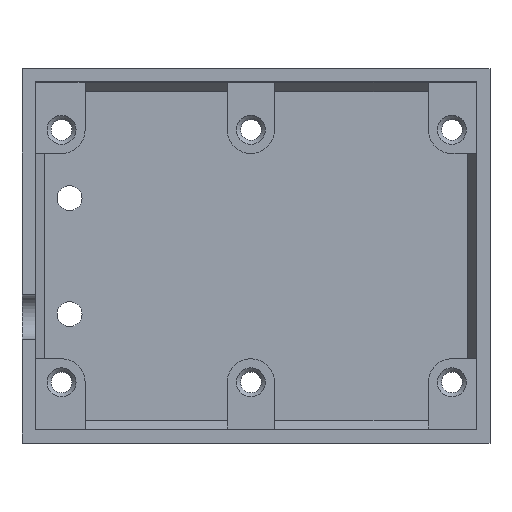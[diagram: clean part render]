
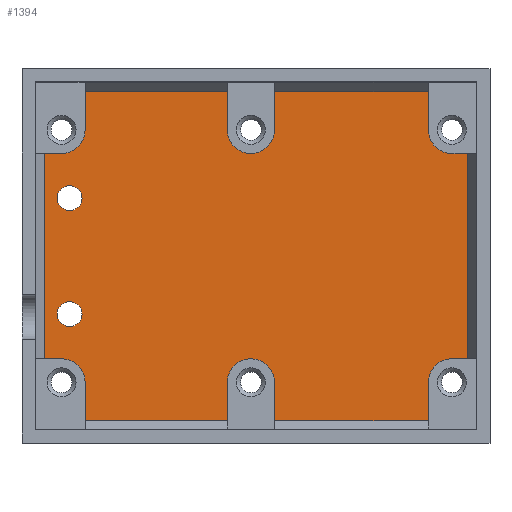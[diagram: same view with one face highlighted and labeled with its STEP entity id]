
A CAD part, top view. The second image highlights one B-rep face of the part: STEP entity #1394.
In plain terms, the highlighted planar face has unit normal (0, 0, 1).
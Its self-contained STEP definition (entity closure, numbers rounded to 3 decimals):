
#50=FACE_BOUND('',#223,.T.);
#51=FACE_BOUND('',#224,.T.);
#69=PLANE('',#1528);
#132=FACE_OUTER_BOUND('',#222,.T.);
#222=EDGE_LOOP('',(#1115,#1116,#1117,#1118,#1119,#1120,#1121,#1122,#1123,
#1124,#1125,#1126,#1127,#1128,#1129,#1130,#1131,#1132,#1133,#1134,#1135,
#1136,#1137,#1138));
#223=EDGE_LOOP('',(#1139,#1140));
#224=EDGE_LOOP('',(#1141,#1142));
#333=LINE('',#2203,#483);
#336=LINE('',#2208,#486);
#338=LINE('',#2212,#488);
#339=LINE('',#2216,#489);
#340=LINE('',#2218,#490);
#341=LINE('',#2220,#491);
#342=LINE('',#2224,#492);
#343=LINE('',#2226,#493);
#344=LINE('',#2228,#494);
#345=LINE('',#2232,#495);
#346=LINE('',#2234,#496);
#347=LINE('',#2236,#497);
#348=LINE('',#2240,#498);
#349=LINE('',#2242,#499);
#350=LINE('',#2244,#500);
#351=LINE('',#2248,#501);
#352=LINE('',#2250,#502);
#353=LINE('',#2252,#503);
#483=VECTOR('',#1785,10.);
#486=VECTOR('',#1790,10.);
#488=VECTOR('',#1794,10.);
#489=VECTOR('',#1797,10.);
#490=VECTOR('',#1798,10.);
#491=VECTOR('',#1799,10.);
#492=VECTOR('',#1802,10.);
#493=VECTOR('',#1803,10.);
#494=VECTOR('',#1804,10.);
#495=VECTOR('',#1807,10.);
#496=VECTOR('',#1808,10.);
#497=VECTOR('',#1809,10.);
#498=VECTOR('',#1812,10.);
#499=VECTOR('',#1813,10.);
#500=VECTOR('',#1814,10.);
#501=VECTOR('',#1817,10.);
#502=VECTOR('',#1818,10.);
#503=VECTOR('',#1819,10.);
#607=CIRCLE('',#1521,1.5);
#608=CIRCLE('',#1522,1.5);
#609=CIRCLE('',#1524,1.5);
#610=CIRCLE('',#1525,1.5);
#611=CIRCLE('',#1529,2.85);
#612=CIRCLE('',#1530,2.85);
#613=CIRCLE('',#1531,2.85);
#614=CIRCLE('',#1532,2.85);
#615=CIRCLE('',#1533,2.85);
#616=CIRCLE('',#1534,2.85);
#700=VERTEX_POINT('',#2188);
#701=VERTEX_POINT('',#2189);
#702=VERTEX_POINT('',#2194);
#703=VERTEX_POINT('',#2195);
#704=VERTEX_POINT('',#2200);
#705=VERTEX_POINT('',#2202);
#706=VERTEX_POINT('',#2207);
#707=VERTEX_POINT('',#2211);
#708=VERTEX_POINT('',#2213);
#709=VERTEX_POINT('',#2215);
#710=VERTEX_POINT('',#2217);
#711=VERTEX_POINT('',#2219);
#712=VERTEX_POINT('',#2221);
#713=VERTEX_POINT('',#2223);
#714=VERTEX_POINT('',#2225);
#715=VERTEX_POINT('',#2227);
#716=VERTEX_POINT('',#2229);
#717=VERTEX_POINT('',#2231);
#718=VERTEX_POINT('',#2233);
#719=VERTEX_POINT('',#2235);
#720=VERTEX_POINT('',#2237);
#721=VERTEX_POINT('',#2239);
#722=VERTEX_POINT('',#2241);
#723=VERTEX_POINT('',#2243);
#724=VERTEX_POINT('',#2245);
#725=VERTEX_POINT('',#2247);
#726=VERTEX_POINT('',#2249);
#727=VERTEX_POINT('',#2251);
#848=EDGE_CURVE('',#700,#701,#607,.T.);
#849=EDGE_CURVE('',#701,#700,#608,.T.);
#851=EDGE_CURVE('',#702,#703,#609,.T.);
#852=EDGE_CURVE('',#703,#702,#610,.T.);
#855=EDGE_CURVE('',#704,#705,#333,.T.);
#858=EDGE_CURVE('',#706,#705,#336,.T.);
#860=EDGE_CURVE('',#704,#707,#338,.T.);
#861=EDGE_CURVE('',#707,#708,#611,.T.);
#862=EDGE_CURVE('',#708,#709,#339,.T.);
#863=EDGE_CURVE('',#710,#709,#340,.T.);
#864=EDGE_CURVE('',#710,#711,#341,.T.);
#865=EDGE_CURVE('',#711,#712,#612,.T.);
#866=EDGE_CURVE('',#712,#713,#342,.T.);
#867=EDGE_CURVE('',#714,#713,#343,.T.);
#868=EDGE_CURVE('',#714,#715,#344,.T.);
#869=EDGE_CURVE('',#715,#716,#613,.T.);
#870=EDGE_CURVE('',#716,#717,#345,.T.);
#871=EDGE_CURVE('',#718,#717,#346,.T.);
#872=EDGE_CURVE('',#718,#719,#347,.T.);
#873=EDGE_CURVE('',#719,#720,#614,.T.);
#874=EDGE_CURVE('',#720,#721,#348,.T.);
#875=EDGE_CURVE('',#722,#721,#349,.T.);
#876=EDGE_CURVE('',#722,#723,#350,.T.);
#877=EDGE_CURVE('',#723,#724,#615,.T.);
#878=EDGE_CURVE('',#724,#725,#351,.T.);
#879=EDGE_CURVE('',#726,#725,#352,.T.);
#880=EDGE_CURVE('',#726,#727,#353,.T.);
#881=EDGE_CURVE('',#727,#706,#616,.T.);
#1115=ORIENTED_EDGE('',*,*,#855,.F.);
#1116=ORIENTED_EDGE('',*,*,#860,.T.);
#1117=ORIENTED_EDGE('',*,*,#861,.T.);
#1118=ORIENTED_EDGE('',*,*,#862,.T.);
#1119=ORIENTED_EDGE('',*,*,#863,.F.);
#1120=ORIENTED_EDGE('',*,*,#864,.T.);
#1121=ORIENTED_EDGE('',*,*,#865,.T.);
#1122=ORIENTED_EDGE('',*,*,#866,.T.);
#1123=ORIENTED_EDGE('',*,*,#867,.F.);
#1124=ORIENTED_EDGE('',*,*,#868,.T.);
#1125=ORIENTED_EDGE('',*,*,#869,.T.);
#1126=ORIENTED_EDGE('',*,*,#870,.T.);
#1127=ORIENTED_EDGE('',*,*,#871,.F.);
#1128=ORIENTED_EDGE('',*,*,#872,.T.);
#1129=ORIENTED_EDGE('',*,*,#873,.T.);
#1130=ORIENTED_EDGE('',*,*,#874,.T.);
#1131=ORIENTED_EDGE('',*,*,#875,.F.);
#1132=ORIENTED_EDGE('',*,*,#876,.T.);
#1133=ORIENTED_EDGE('',*,*,#877,.T.);
#1134=ORIENTED_EDGE('',*,*,#878,.T.);
#1135=ORIENTED_EDGE('',*,*,#879,.F.);
#1136=ORIENTED_EDGE('',*,*,#880,.T.);
#1137=ORIENTED_EDGE('',*,*,#881,.T.);
#1138=ORIENTED_EDGE('',*,*,#858,.T.);
#1139=ORIENTED_EDGE('',*,*,#848,.T.);
#1140=ORIENTED_EDGE('',*,*,#849,.T.);
#1141=ORIENTED_EDGE('',*,*,#851,.T.);
#1142=ORIENTED_EDGE('',*,*,#852,.T.);
#1394=ADVANCED_FACE('',(#132,#50,#51),#69,.T.);
#1521=AXIS2_PLACEMENT_3D('',#2190,#1770,#1771);
#1522=AXIS2_PLACEMENT_3D('',#2191,#1772,#1773);
#1524=AXIS2_PLACEMENT_3D('',#2196,#1777,#1778);
#1525=AXIS2_PLACEMENT_3D('',#2197,#1779,#1780);
#1528=AXIS2_PLACEMENT_3D('',#2210,#1792,#1793);
#1529=AXIS2_PLACEMENT_3D('',#2214,#1795,#1796);
#1530=AXIS2_PLACEMENT_3D('',#2222,#1800,#1801);
#1531=AXIS2_PLACEMENT_3D('',#2230,#1805,#1806);
#1532=AXIS2_PLACEMENT_3D('',#2238,#1810,#1811);
#1533=AXIS2_PLACEMENT_3D('',#2246,#1815,#1816);
#1534=AXIS2_PLACEMENT_3D('',#2253,#1820,#1821);
#1770=DIRECTION('center_axis',(0.,0.,-1.));
#1771=DIRECTION('ref_axis',(1.,0.,0.));
#1772=DIRECTION('center_axis',(0.,0.,-1.));
#1773=DIRECTION('ref_axis',(1.,0.,0.));
#1777=DIRECTION('center_axis',(0.,0.,-1.));
#1778=DIRECTION('ref_axis',(1.,0.,0.));
#1779=DIRECTION('center_axis',(0.,0.,-1.));
#1780=DIRECTION('ref_axis',(1.,0.,0.));
#1785=DIRECTION('',(0.,-1.,0.));
#1790=DIRECTION('',(1.,0.,0.));
#1792=DIRECTION('center_axis',(0.,0.,1.));
#1793=DIRECTION('ref_axis',(1.,0.,0.));
#1794=DIRECTION('',(-1.,0.,0.));
#1795=DIRECTION('center_axis',(0.,0.,-1.));
#1796=DIRECTION('ref_axis',(-1.,0.,0.));
#1797=DIRECTION('',(0.,1.,0.));
#1798=DIRECTION('',(1.,0.,0.));
#1799=DIRECTION('',(0.,-1.,0.));
#1800=DIRECTION('center_axis',(0.,0.,-1.));
#1801=DIRECTION('ref_axis',(-1.,0.,0.));
#1802=DIRECTION('',(0.,1.,0.));
#1803=DIRECTION('',(1.,0.,0.));
#1804=DIRECTION('',(0.,-1.,0.));
#1805=DIRECTION('center_axis',(0.,0.,-1.));
#1806=DIRECTION('ref_axis',(0.,-1.,0.));
#1807=DIRECTION('',(-1.,0.,0.));
#1808=DIRECTION('',(0.,1.,0.));
#1809=DIRECTION('',(1.,0.,0.));
#1810=DIRECTION('center_axis',(0.,0.,-1.));
#1811=DIRECTION('ref_axis',(1.,0.,0.));
#1812=DIRECTION('',(0.,-1.,0.));
#1813=DIRECTION('',(-1.,0.,0.));
#1814=DIRECTION('',(0.,1.,0.));
#1815=DIRECTION('center_axis',(0.,0.,-1.));
#1816=DIRECTION('ref_axis',(1.,0.,0.));
#1817=DIRECTION('',(0.,-1.,0.));
#1818=DIRECTION('',(-1.,0.,0.));
#1819=DIRECTION('',(0.,1.,0.));
#1820=DIRECTION('center_axis',(0.,0.,-1.));
#1821=DIRECTION('ref_axis',(0.,1.,0.));
#2188=CARTESIAN_POINT('',(7.255,29.6,1.6));
#2189=CARTESIAN_POINT('',(4.255,29.6,1.6));
#2190=CARTESIAN_POINT('Origin',(5.755,29.6,1.6));
#2191=CARTESIAN_POINT('Origin',(5.755,29.6,1.6));
#2194=CARTESIAN_POINT('',(7.255,15.6,1.6));
#2195=CARTESIAN_POINT('',(4.255,15.6,1.6));
#2196=CARTESIAN_POINT('Origin',(5.755,15.6,1.6));
#2197=CARTESIAN_POINT('Origin',(5.755,15.6,1.6));
#2200=CARTESIAN_POINT('',(53.745,34.99,1.6));
#2202=CARTESIAN_POINT('',(53.745,10.21,1.6));
#2203=CARTESIAN_POINT('',(53.745,33.1,1.6));
#2207=CARTESIAN_POINT('',(51.9,10.21,1.6));
#2208=CARTESIAN_POINT('',(41.575,10.21,1.6));
#2210=CARTESIAN_POINT('Origin',(28.25,22.6,1.6));
#2211=CARTESIAN_POINT('',(51.9,34.99,1.6));
#2212=CARTESIAN_POINT('',(40.075,34.99,1.6));
#2213=CARTESIAN_POINT('',(49.05,37.84,1.6));
#2214=CARTESIAN_POINT('Origin',(51.9,37.84,1.6));
#2215=CARTESIAN_POINT('',(49.05,42.445,1.6));
#2216=CARTESIAN_POINT('',(49.05,33.1,1.6));
#2217=CARTESIAN_POINT('',(30.48,42.445,1.6));
#2218=CARTESIAN_POINT('',(14.925,42.445,1.6));
#2219=CARTESIAN_POINT('',(30.48,37.84,1.6));
#2220=CARTESIAN_POINT('',(30.48,30.22,1.6));
#2221=CARTESIAN_POINT('',(24.78,37.84,1.6));
#2222=CARTESIAN_POINT('Origin',(27.63,37.84,1.6));
#2223=CARTESIAN_POINT('',(24.78,42.445,1.6));
#2224=CARTESIAN_POINT('',(24.78,33.1,1.6));
#2225=CARTESIAN_POINT('',(7.62,42.445,1.6));
#2226=CARTESIAN_POINT('',(14.925,42.445,1.6));
#2227=CARTESIAN_POINT('',(7.62,37.84,1.6));
#2228=CARTESIAN_POINT('',(7.62,30.22,1.6));
#2229=CARTESIAN_POINT('',(4.77,34.99,1.6));
#2230=CARTESIAN_POINT('Origin',(4.77,37.84,1.6));
#2231=CARTESIAN_POINT('',(2.755,34.99,1.6));
#2232=CARTESIAN_POINT('',(14.925,34.99,1.6));
#2233=CARTESIAN_POINT('',(2.755,10.21,1.6));
#2234=CARTESIAN_POINT('',(2.755,12.1,1.6));
#2235=CARTESIAN_POINT('',(4.77,10.21,1.6));
#2236=CARTESIAN_POINT('',(16.51,10.21,1.6));
#2237=CARTESIAN_POINT('',(7.62,7.36,1.6));
#2238=CARTESIAN_POINT('Origin',(4.77,7.36,1.6));
#2239=CARTESIAN_POINT('',(7.62,2.755,1.6));
#2240=CARTESIAN_POINT('',(7.62,12.1,1.6));
#2241=CARTESIAN_POINT('',(24.78,2.755,1.6));
#2242=CARTESIAN_POINT('',(41.575,2.755,1.6));
#2243=CARTESIAN_POINT('',(24.78,7.36,1.6));
#2244=CARTESIAN_POINT('',(24.78,14.98,1.6));
#2245=CARTESIAN_POINT('',(30.48,7.36,1.6));
#2246=CARTESIAN_POINT('Origin',(27.63,7.36,1.6));
#2247=CARTESIAN_POINT('',(30.48,2.755,1.6));
#2248=CARTESIAN_POINT('',(30.48,12.1,1.6));
#2249=CARTESIAN_POINT('',(49.05,2.755,1.6));
#2250=CARTESIAN_POINT('',(41.575,2.755,1.6));
#2251=CARTESIAN_POINT('',(49.05,7.36,1.6));
#2252=CARTESIAN_POINT('',(49.05,14.98,1.6));
#2253=CARTESIAN_POINT('Origin',(51.9,7.36,1.6));
